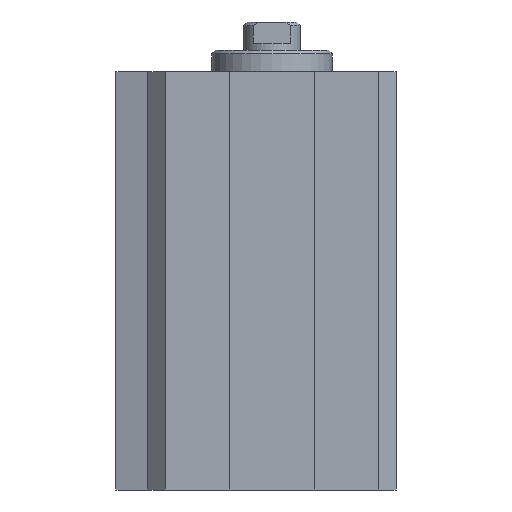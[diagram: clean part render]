
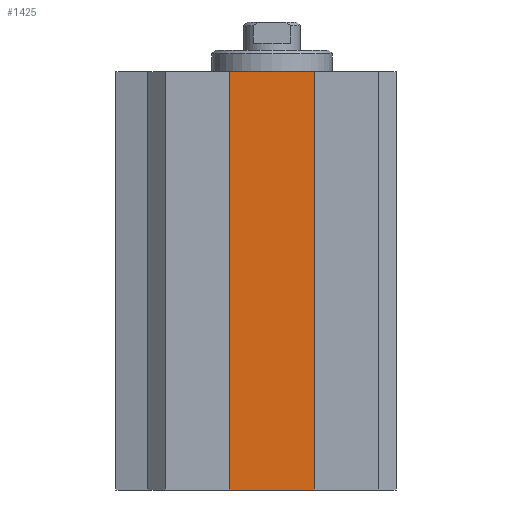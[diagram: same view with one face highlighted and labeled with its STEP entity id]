
A CAD part, left-side view. The second image highlights one B-rep face of the part: STEP entity #1425.
In plain terms, the highlighted planar face has unit normal (-1, 0, 0).
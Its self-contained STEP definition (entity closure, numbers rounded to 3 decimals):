
#68=LINE('',#2098,#184);
#76=LINE('',#2192,#192);
#138=LINE('',#2351,#254);
#139=LINE('',#2353,#255);
#184=VECTOR('',#1650,16.2);
#192=VECTOR('',#1760,16.2);
#254=VECTOR('',#1934,59.);
#255=VECTOR('',#1937,59.);
#316=PLANE('',#1564);
#454=FACE_OUTER_BOUND('',#592,.T.);
#592=EDGE_LOOP('',(#1262,#1263,#1264,#1265));
#709=VERTEX_POINT('',#2095);
#710=VERTEX_POINT('',#2097);
#744=VERTEX_POINT('',#2189);
#745=VERTEX_POINT('',#2191);
#842=EDGE_CURVE('',#710,#709,#68,.T.);
#877=EDGE_CURVE('',#745,#744,#76,.T.);
#951=EDGE_CURVE('',#709,#745,#138,.T.);
#952=EDGE_CURVE('',#710,#744,#139,.T.);
#1262=ORIENTED_EDGE('',*,*,#877,.T.);
#1263=ORIENTED_EDGE('',*,*,#952,.F.);
#1264=ORIENTED_EDGE('',*,*,#842,.T.);
#1265=ORIENTED_EDGE('',*,*,#951,.T.);
#1425=ADVANCED_FACE('',(#454),#316,.T.);
#1564=AXIS2_PLACEMENT_3D('',#2352,#1935,#1936);
#1650=DIRECTION('',(0.,-1.,0.));
#1760=DIRECTION('',(0.,1.,0.));
#1934=DIRECTION('',(0.,0.,1.));
#1935=DIRECTION('center_axis',(-1.,0.,0.));
#1936=DIRECTION('ref_axis',(0.,0.,1.));
#1937=DIRECTION('',(0.,0.,1.));
#2095=CARTESIAN_POINT('',(-12.,-8.1,-44.5));
#2097=CARTESIAN_POINT('',(-12.,8.1,-44.5));
#2098=CARTESIAN_POINT('',(-12.,8.1,-44.5));
#2189=CARTESIAN_POINT('',(-12.,8.1,14.5));
#2191=CARTESIAN_POINT('',(-12.,-8.1,14.5));
#2192=CARTESIAN_POINT('',(-12.,8.1,14.5));
#2351=CARTESIAN_POINT('',(-12.,-8.1,0.));
#2352=CARTESIAN_POINT('Origin',(-12.,-8.1,0.));
#2353=CARTESIAN_POINT('',(-12.,8.1,0.));
